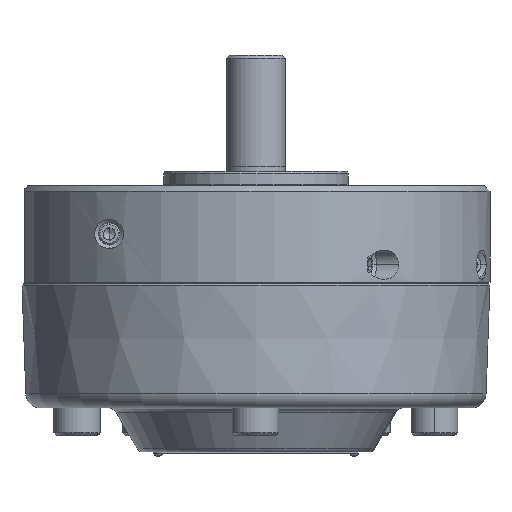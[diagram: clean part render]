
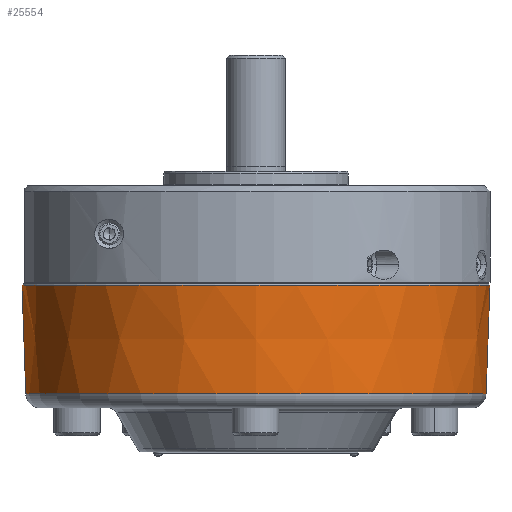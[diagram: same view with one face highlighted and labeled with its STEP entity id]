
A CAD part, front view. The second image highlights one B-rep face of the part: STEP entity #25554.
In plain terms, the highlighted conical face has half-angle 2 degrees and reference radius 79.966 mm.
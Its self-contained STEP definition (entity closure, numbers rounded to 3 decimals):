
#1607 = CARTESIAN_POINT ( 'NONE',  ( -79.966, 0., -38.983 ) ) ;
#3237 = EDGE_CURVE ( 'NONE', #23970, #25401, #22746, .T. ) ;
#6541 = CARTESIAN_POINT ( 'NONE',  ( 79.966, 0., -38.983 ) ) ;
#7116 = EDGE_CURVE ( 'NONE', #32616, #23970, #18059, .T. ) ;
#7851 = CARTESIAN_POINT ( 'NONE',  ( 78.667, 0., -76.174 ) ) ;
#8345 = DIRECTION ( 'NONE',  ( 0., 0., 1. ) ) ;
#9496 = EDGE_CURVE ( 'NONE', #33280, #25401, #31844, .T. ) ;
#15688 = EDGE_LOOP ( 'NONE', ( #21057, #20020, #25444, #22728 ) ) ;
#16832 = DIRECTION ( 'NONE',  ( -1., 0., 0. ) ) ;
#18059 = LINE ( 'NONE', #1607, #19966 ) ;
#18814 = CARTESIAN_POINT ( 'NONE',  ( 79.966, 0., -38.983 ) ) ;
#18859 = DIRECTION ( 'NONE',  ( 0., 0., 1. ) ) ;
#18898 = CONICAL_SURFACE ( 'NONE', #21241, 79.966, 0.035 ) ;
#19773 = AXIS2_PLACEMENT_3D ( 'NONE', #35692, #18859, #24580 ) ;
#19966 = VECTOR ( 'NONE', #29335, 1000. ) ;
#20020 = ORIENTED_EDGE ( 'NONE', *, *, #34582, .T. ) ;
#20107 = FACE_OUTER_BOUND ( 'NONE', #15688, .T. ) ;
#21057 = ORIENTED_EDGE ( 'NONE', *, *, #7116, .F. ) ;
#21241 = AXIS2_PLACEMENT_3D ( 'NONE', #34876, #26002, #23593 ) ;
#21778 = CARTESIAN_POINT ( 'NONE',  ( -78.667, 0., -76.174 ) ) ;
#22728 = ORIENTED_EDGE ( 'NONE', *, *, #3237, .F. ) ;
#22746 = CIRCLE ( 'NONE', #32164, 79.966 ) ;
#23593 = DIRECTION ( 'NONE',  ( 1., 0., 0. ) ) ;
#23970 = VERTEX_POINT ( 'NONE', #27909 ) ;
#24461 = CIRCLE ( 'NONE', #19773, 78.667 ) ;
#24580 = DIRECTION ( 'NONE',  ( 1., 0., 0. ) ) ;
#25401 = VERTEX_POINT ( 'NONE', #18814 ) ;
#25444 = ORIENTED_EDGE ( 'NONE', *, *, #9496, .T. ) ;
#25554 = ADVANCED_FACE ( 'NONE', ( #20107 ), #18898, .T. ) ;
#26002 = DIRECTION ( 'NONE',  ( 0., 0., 1. ) ) ;
#27909 = CARTESIAN_POINT ( 'NONE',  ( -79.966, 0., -38.983 ) ) ;
#29335 = DIRECTION ( 'NONE',  ( -0.035, 0., 0.999 ) ) ;
#31274 = VECTOR ( 'NONE', #34098, 1000. ) ;
#31844 = LINE ( 'NONE', #6541, #31274 ) ;
#32164 = AXIS2_PLACEMENT_3D ( 'NONE', #33649, #8345, #16832 ) ;
#32616 = VERTEX_POINT ( 'NONE', #21778 ) ;
#33280 = VERTEX_POINT ( 'NONE', #7851 ) ;
#33649 = CARTESIAN_POINT ( 'NONE',  ( 0., 0., -38.983 ) ) ;
#34098 = DIRECTION ( 'NONE',  ( 0.035, 0., 0.999 ) ) ;
#34582 = EDGE_CURVE ( 'NONE', #32616, #33280, #24461, .T. ) ;
#34876 = CARTESIAN_POINT ( 'NONE',  ( 0., 0., -38.983 ) ) ;
#35692 = CARTESIAN_POINT ( 'NONE',  ( 0., 0., -76.174 ) ) ;
